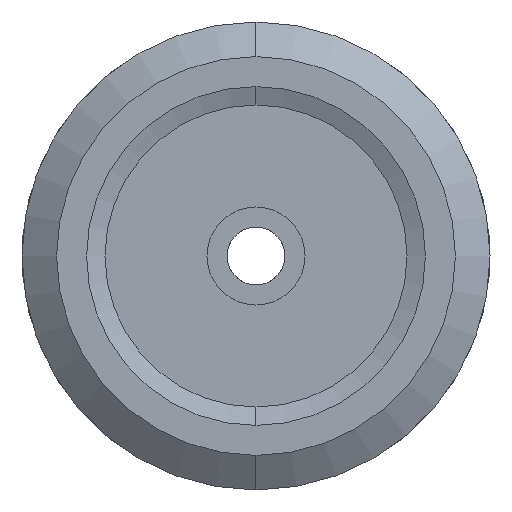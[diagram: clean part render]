
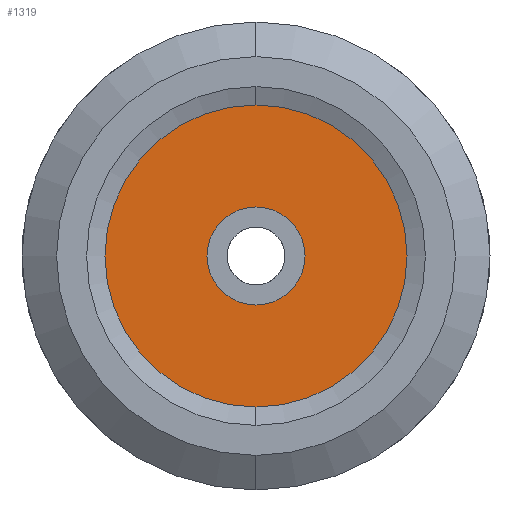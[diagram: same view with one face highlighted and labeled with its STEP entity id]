
A CAD part, left-side view. The second image highlights one B-rep face of the part: STEP entity #1319.
In plain terms, the highlighted planar face has unit normal (-1, 0, 0).
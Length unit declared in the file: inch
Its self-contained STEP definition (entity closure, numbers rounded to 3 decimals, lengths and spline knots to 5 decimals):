
#119 = VERTEX_POINT ( 'NONE', #3135 ) ;
#261 = CIRCLE ( 'NONE', #2614, 0.08071 ) ;
#279 = DIRECTION ( 'NONE',  ( 0., 0., -1. ) ) ;
#319 = DIRECTION ( 'NONE',  ( 1., 0., 0. ) ) ;
#419 = EDGE_CURVE ( 'NONE', #2492, #2464, #2694, .T. ) ;
#560 = DIRECTION ( 'NONE',  ( 0., 0., -1. ) ) ;
#672 = CIRCLE ( 'NONE', #3363, 0.08071 ) ;
#716 = DIRECTION ( 'NONE',  ( 0., 0., -1. ) ) ;
#796 = AXIS2_PLACEMENT_3D ( 'NONE', #2794, #319, #560 ) ;
#815 = EDGE_CURVE ( 'NONE', #119, #2071, #261, .T. ) ;
#885 = PLANE ( 'NONE',  #796 ) ;
#986 = CARTESIAN_POINT ( 'NONE',  ( 2.31881, 0., 0.26113 ) ) ;
#991 = CARTESIAN_POINT ( 'NONE',  ( 2.31881, 0., 0.34184 ) ) ;
#1114 = DIRECTION ( 'NONE',  ( 1., 0., 0. ) ) ;
#1319 = ADVANCED_FACE ( 'NONE', ( #3278, #1379 ), #885, .F. ) ;
#1379 = FACE_BOUND ( 'NONE', #1843, .T. ) ;
#1455 = EDGE_CURVE ( 'NONE', #2071, #119, #672, .T. ) ;
#1506 = DIRECTION ( 'NONE',  ( 1., 0., 0. ) ) ;
#1520 = CARTESIAN_POINT ( 'NONE',  ( 2.31881, 0., 0.26113 ) ) ;
#1721 = ORIENTED_EDGE ( 'NONE', *, *, #815, .F. ) ;
#1729 = CARTESIAN_POINT ( 'NONE',  ( 2.31881, 0., 0.23493 ) ) ;
#1809 = DIRECTION ( 'NONE',  ( 1., 0., 0. ) ) ;
#1843 = EDGE_LOOP ( 'NONE', ( #3242, #3237 ) ) ;
#1988 = ORIENTED_EDGE ( 'NONE', *, *, #1455, .F. ) ;
#2031 = DIRECTION ( 'NONE',  ( 1., 0., 0. ) ) ;
#2071 = VERTEX_POINT ( 'NONE', #991 ) ;
#2107 = AXIS2_PLACEMENT_3D ( 'NONE', #3305, #1114, #279 ) ;
#2110 = EDGE_LOOP ( 'NONE', ( #1988, #1721 ) ) ;
#2464 = VERTEX_POINT ( 'NONE', #3376 ) ;
#2492 = VERTEX_POINT ( 'NONE', #1729 ) ;
#2529 = CARTESIAN_POINT ( 'NONE',  ( 2.31881, 0., 0.26113 ) ) ;
#2543 = DIRECTION ( 'NONE',  ( 0., 0., -1. ) ) ;
#2587 = DIRECTION ( 'NONE',  ( 0., 0., -1. ) ) ;
#2614 = AXIS2_PLACEMENT_3D ( 'NONE', #986, #2031, #2587 ) ;
#2694 = CIRCLE ( 'NONE', #3208, 0.0262 ) ;
#2794 = CARTESIAN_POINT ( 'NONE',  ( 2.31881, 0., 0.23493 ) ) ;
#2947 = CIRCLE ( 'NONE', #2107, 0.0262 ) ;
#3135 = CARTESIAN_POINT ( 'NONE',  ( 2.31881, 0., 0.18042 ) ) ;
#3208 = AXIS2_PLACEMENT_3D ( 'NONE', #1520, #1809, #716 ) ;
#3237 = ORIENTED_EDGE ( 'NONE', *, *, #3352, .T. ) ;
#3242 = ORIENTED_EDGE ( 'NONE', *, *, #419, .T. ) ;
#3278 = FACE_OUTER_BOUND ( 'NONE', #2110, .T. ) ;
#3305 = CARTESIAN_POINT ( 'NONE',  ( 2.31881, 0., 0.26113 ) ) ;
#3352 = EDGE_CURVE ( 'NONE', #2464, #2492, #2947, .T. ) ;
#3363 = AXIS2_PLACEMENT_3D ( 'NONE', #2529, #1506, #2543 ) ;
#3376 = CARTESIAN_POINT ( 'NONE',  ( 2.31881, 0., 0.28732 ) ) ;
